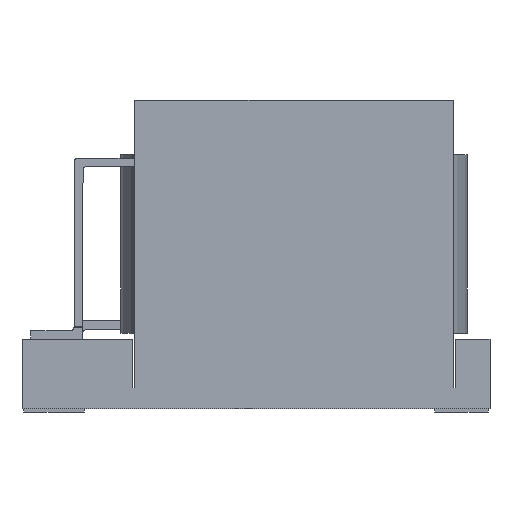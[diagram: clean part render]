
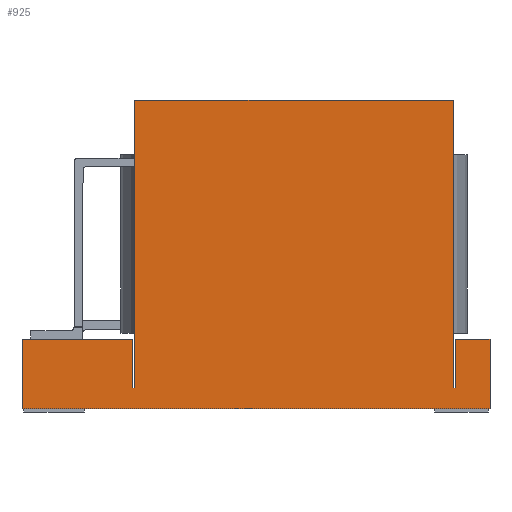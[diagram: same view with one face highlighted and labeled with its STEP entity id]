
A CAD part, front view. The second image highlights one B-rep face of the part: STEP entity #925.
In plain terms, the highlighted planar face has unit normal (0, 1, 0).
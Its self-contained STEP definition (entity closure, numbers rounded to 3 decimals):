
#701 = VERTEX_POINT('',#702);
#702 = CARTESIAN_POINT('',(-6.75,-6.75,0.3));
#708 = EDGE_CURVE('',#701,#709,#711,.T.);
#709 = VERTEX_POINT('',#710);
#710 = CARTESIAN_POINT('',(6.75,-6.75,0.3));
#711 = LINE('',#712,#713);
#712 = CARTESIAN_POINT('',(0.,-6.75,0.3));
#713 = VECTOR('',#714,1.);
#714 = DIRECTION('',(1.,0.,0.));
#908 = VERTEX_POINT('',#909);
#909 = CARTESIAN_POINT('',(-6.75,-6.75,2.3));
#915 = EDGE_CURVE('',#701,#908,#916,.T.);
#916 = LINE('',#917,#918);
#917 = CARTESIAN_POINT('',(-6.75,-6.75,2.3));
#918 = VECTOR('',#919,1.);
#919 = DIRECTION('',(0.,0.,1.));
#925 = ADVANCED_FACE('',(#926),#1008,.T.);
#926 = FACE_BOUND('',#927,.T.);
#927 = EDGE_LOOP('',(#928,#938,#946,#954,#962,#970,#978,#986,#994,#1000,
    #1001,#1002));
#928 = ORIENTED_EDGE('',*,*,#929,.F.);
#929 = EDGE_CURVE('',#930,#932,#934,.T.);
#930 = VERTEX_POINT('',#931);
#931 = CARTESIAN_POINT('',(-3.55,-6.75,0.9));
#932 = VERTEX_POINT('',#933);
#933 = CARTESIAN_POINT('',(-3.55,-6.75,2.3));
#934 = LINE('',#935,#936);
#935 = CARTESIAN_POINT('',(-3.55,-6.75,0.9));
#936 = VECTOR('',#937,1.);
#937 = DIRECTION('',(0.,0.,1.));
#938 = ORIENTED_EDGE('',*,*,#939,.F.);
#939 = EDGE_CURVE('',#940,#930,#942,.T.);
#940 = VERTEX_POINT('',#941);
#941 = CARTESIAN_POINT('',(-3.5,-6.75,0.9));
#942 = LINE('',#943,#944);
#943 = CARTESIAN_POINT('',(0.,-6.75,0.9));
#944 = VECTOR('',#945,1.);
#945 = DIRECTION('',(-1.,0.,0.));
#946 = ORIENTED_EDGE('',*,*,#947,.T.);
#947 = EDGE_CURVE('',#940,#948,#950,.T.);
#948 = VERTEX_POINT('',#949);
#949 = CARTESIAN_POINT('',(-3.5,-6.75,9.2));
#950 = LINE('',#951,#952);
#951 = CARTESIAN_POINT('',(-3.5,-6.75,2.3));
#952 = VECTOR('',#953,1.);
#953 = DIRECTION('',(0.,0.,1.));
#954 = ORIENTED_EDGE('',*,*,#955,.T.);
#955 = EDGE_CURVE('',#948,#956,#958,.T.);
#956 = VERTEX_POINT('',#957);
#957 = CARTESIAN_POINT('',(5.7,-6.75,9.2));
#958 = LINE('',#959,#960);
#959 = CARTESIAN_POINT('',(6.75,-6.75,9.2));
#960 = VECTOR('',#961,1.);
#961 = DIRECTION('',(1.,0.,0.));
#962 = ORIENTED_EDGE('',*,*,#963,.T.);
#963 = EDGE_CURVE('',#956,#964,#966,.T.);
#964 = VERTEX_POINT('',#965);
#965 = CARTESIAN_POINT('',(5.7,-6.75,0.9));
#966 = LINE('',#967,#968);
#967 = CARTESIAN_POINT('',(5.7,-6.75,2.3));
#968 = VECTOR('',#969,1.);
#969 = DIRECTION('',(0.,0.,-1.));
#970 = ORIENTED_EDGE('',*,*,#971,.F.);
#971 = EDGE_CURVE('',#972,#964,#974,.T.);
#972 = VERTEX_POINT('',#973);
#973 = CARTESIAN_POINT('',(5.75,-6.75,0.9));
#974 = LINE('',#975,#976);
#975 = CARTESIAN_POINT('',(0.,-6.75,0.9));
#976 = VECTOR('',#977,1.);
#977 = DIRECTION('',(-1.,0.,0.));
#978 = ORIENTED_EDGE('',*,*,#979,.F.);
#979 = EDGE_CURVE('',#980,#972,#982,.T.);
#980 = VERTEX_POINT('',#981);
#981 = CARTESIAN_POINT('',(5.75,-6.75,2.3));
#982 = LINE('',#983,#984);
#983 = CARTESIAN_POINT('',(5.75,-6.75,0.9));
#984 = VECTOR('',#985,1.);
#985 = DIRECTION('',(0.,0.,-1.));
#986 = ORIENTED_EDGE('',*,*,#987,.T.);
#987 = EDGE_CURVE('',#980,#988,#990,.T.);
#988 = VERTEX_POINT('',#989);
#989 = CARTESIAN_POINT('',(6.75,-6.75,2.3));
#990 = LINE('',#991,#992);
#991 = CARTESIAN_POINT('',(6.75,-6.75,2.3));
#992 = VECTOR('',#993,1.);
#993 = DIRECTION('',(1.,0.,0.));
#994 = ORIENTED_EDGE('',*,*,#995,.F.);
#995 = EDGE_CURVE('',#709,#988,#996,.T.);
#996 = LINE('',#997,#998);
#997 = CARTESIAN_POINT('',(6.75,-6.75,2.3));
#998 = VECTOR('',#999,1.);
#999 = DIRECTION('',(0.,0.,1.));
#1000 = ORIENTED_EDGE('',*,*,#708,.F.);
#1001 = ORIENTED_EDGE('',*,*,#915,.T.);
#1002 = ORIENTED_EDGE('',*,*,#1003,.T.);
#1003 = EDGE_CURVE('',#908,#932,#1004,.T.);
#1004 = LINE('',#1005,#1006);
#1005 = CARTESIAN_POINT('',(6.75,-6.75,2.3));
#1006 = VECTOR('',#1007,1.);
#1007 = DIRECTION('',(1.,0.,0.));
#1008 = PLANE('',#1009);
#1009 = AXIS2_PLACEMENT_3D('',#1010,#1011,#1012);
#1010 = CARTESIAN_POINT('',(6.75,-6.75,2.3));
#1011 = DIRECTION('',(0.,1.,0.));
#1012 = DIRECTION('',(-1.,0.,0.));
